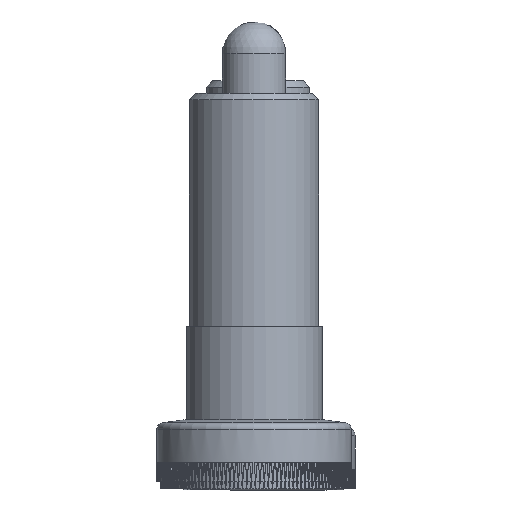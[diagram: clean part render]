
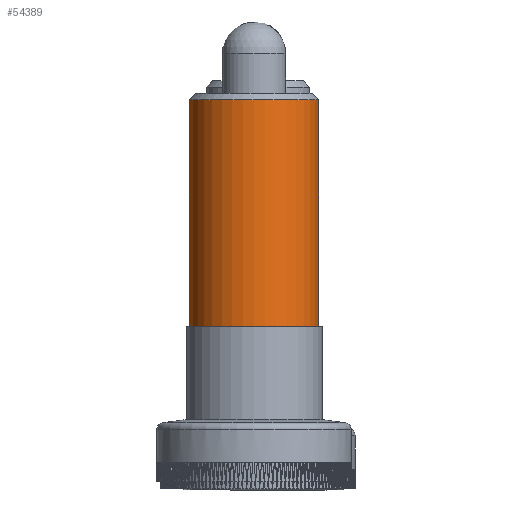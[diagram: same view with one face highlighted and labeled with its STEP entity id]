
A CAD part, left-side view. The second image highlights one B-rep face of the part: STEP entity #54389.
In plain terms, the highlighted cylindrical face has radius 10 mm (diameter 20 mm), a full revolution.
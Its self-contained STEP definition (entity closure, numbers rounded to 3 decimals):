
#11161=CYLINDRICAL_SURFACE('',#59245,10.);
#11229=FACE_BOUND('',#17815,.T.);
#14489=FACE_OUTER_BOUND('',#17814,.T.);
#17814=EDGE_LOOP('',(#51115));
#17815=EDGE_LOOP('',(#51116));
#20770=CIRCLE('',#59244,10.);
#20771=CIRCLE('',#59246,10.);
#25832=VERTEX_POINT('',#117220);
#25833=VERTEX_POINT('',#117223);
#34075=EDGE_CURVE('',#25832,#25832,#20770,.T.);
#34076=EDGE_CURVE('',#25833,#25833,#20771,.T.);
#51115=ORIENTED_EDGE('',*,*,#34076,.F.);
#51116=ORIENTED_EDGE('',*,*,#34075,.F.);
#54389=ADVANCED_FACE('',(#14489,#11229),#11161,.T.);
#59244=AXIS2_PLACEMENT_3D('',#117221,#71491,#71492);
#59245=AXIS2_PLACEMENT_3D('',#117222,#71493,#71494);
#59246=AXIS2_PLACEMENT_3D('',#117224,#71495,#71496);
#71491=DIRECTION('center_axis',(0.,0.,1.));
#71492=DIRECTION('ref_axis',(1.,0.,0.));
#71493=DIRECTION('center_axis',(0.,0.,-1.));
#71494=DIRECTION('ref_axis',(-1.,0.,0.));
#71495=DIRECTION('center_axis',(0.,0.,-1.));
#71496=DIRECTION('ref_axis',(1.,0.,0.));
#117220=CARTESIAN_POINT('',(-10.,0.,59.));
#117221=CARTESIAN_POINT('Origin',(0.,0.,59.));
#117222=CARTESIAN_POINT('Origin',(0.,0.,42.));
#117223=CARTESIAN_POINT('',(-10.,0.,24.));
#117224=CARTESIAN_POINT('Origin',(0.,0.,24.));
